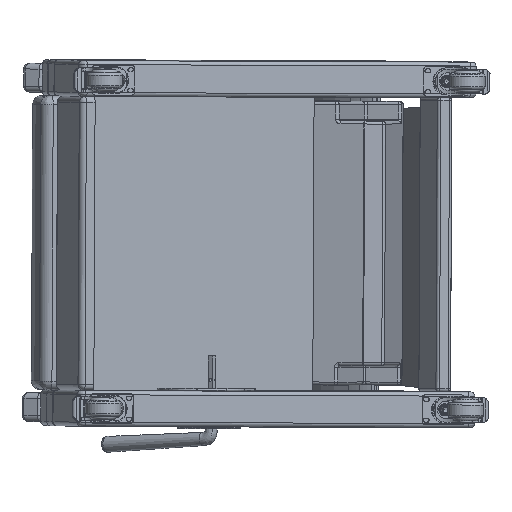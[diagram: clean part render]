
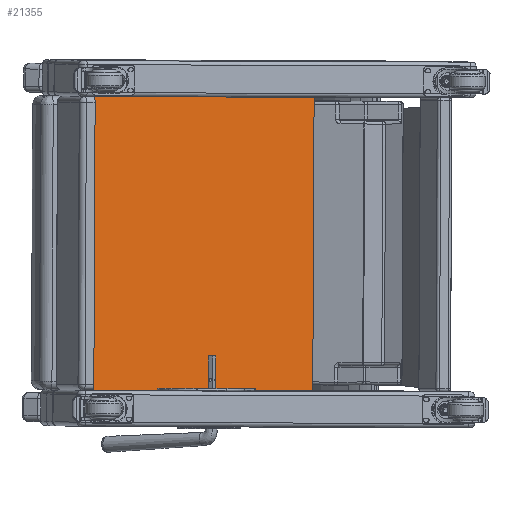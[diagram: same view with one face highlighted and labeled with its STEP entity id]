
A CAD part, front view. The second image highlights one B-rep face of the part: STEP entity #21355.
In plain terms, the highlighted face is planar.
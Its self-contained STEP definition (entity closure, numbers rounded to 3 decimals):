
#1330=PLANE('',#23217);
#2377=FACE_OUTER_BOUND('',#3648,.T.);
#3648=EDGE_LOOP('',(#15587,#15588,#15589,#15590));
#4993=LINE('',#40316,#6490);
#5000=LINE('',#40330,#6497);
#5002=LINE('',#40333,#6499);
#5008=LINE('',#40350,#6505);
#6490=VECTOR('',#26336,0.394);
#6497=VECTOR('',#26345,0.394);
#6499=VECTOR('',#26349,0.394);
#6505=VECTOR('',#26365,0.394);
#9329=VERTEX_POINT('',#40313);
#9330=VERTEX_POINT('',#40315);
#9335=VERTEX_POINT('',#40327);
#9336=VERTEX_POINT('',#40329);
#11796=EDGE_CURVE('',#9329,#9330,#4993,.T.);
#11803=EDGE_CURVE('',#9335,#9336,#5000,.T.);
#11805=EDGE_CURVE('',#9329,#9336,#5002,.T.);
#11811=EDGE_CURVE('',#9335,#9330,#5008,.T.);
#15587=ORIENTED_EDGE('',*,*,#11811,.T.);
#15588=ORIENTED_EDGE('',*,*,#11796,.F.);
#15589=ORIENTED_EDGE('',*,*,#11805,.T.);
#15590=ORIENTED_EDGE('',*,*,#11803,.F.);
#21355=ADVANCED_FACE('',(#2377),#1330,.T.);
#23217=AXIS2_PLACEMENT_3D('',#40351,#26366,#26367);
#26336=DIRECTION('',(1.,0.,0.));
#26345=DIRECTION('',(-1.,0.,0.));
#26349=DIRECTION('',(0.,0.,-1.));
#26365=DIRECTION('',(0.,0.,1.));
#26366=DIRECTION('center_axis',(0.,-1.,0.));
#26367=DIRECTION('ref_axis',(1.,0.,0.));
#40313=CARTESIAN_POINT('',(-12.334,-1.974,12.313));
#40315=CARTESIAN_POINT('',(6.683,-1.974,12.313));
#40316=CARTESIAN_POINT('',(-12.334,-1.974,12.313));
#40327=CARTESIAN_POINT('',(6.683,-1.974,-12.313));
#40329=CARTESIAN_POINT('',(-12.334,-1.974,-12.313));
#40330=CARTESIAN_POINT('',(-12.334,-1.974,-12.313));
#40333=CARTESIAN_POINT('',(-12.334,-1.974,0.));
#40350=CARTESIAN_POINT('',(6.683,-1.974,0.));
#40351=CARTESIAN_POINT('Origin',(-12.334,-1.974,0.));
